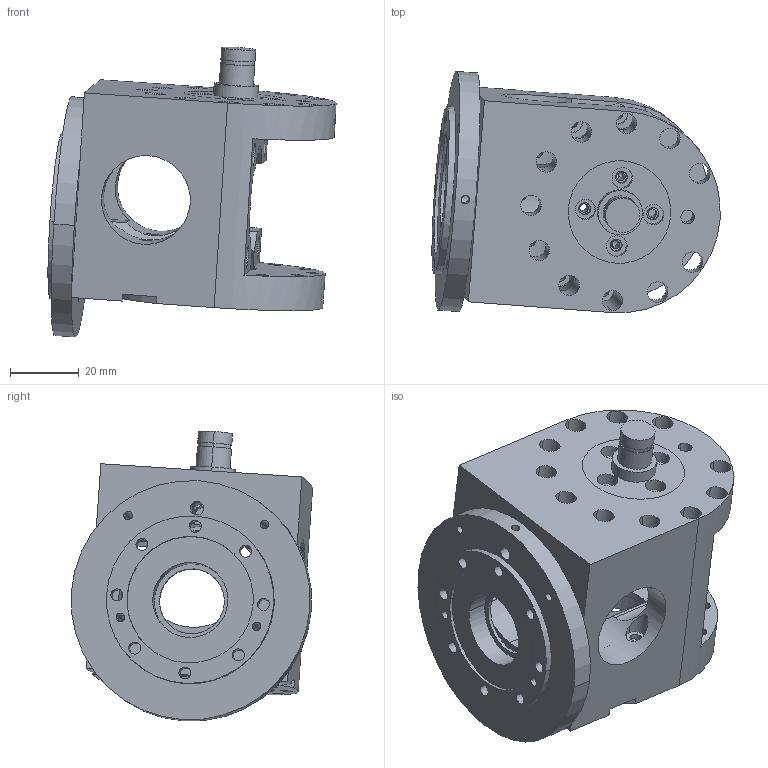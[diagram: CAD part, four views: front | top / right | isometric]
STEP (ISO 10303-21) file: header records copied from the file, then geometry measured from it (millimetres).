
FILE_DESCRIPTION (( 'STEP AP203' ), '1' );
FILE_NAME ('J2.STEP', '2016-03-29T03:01:25', ( '' ), ( '' ), 'SwSTEP 2.0', 'SolidWorks 2013', '' );
FILE_SCHEMA (( 'CONFIG_CONTROL_DESIGN' ));
Length unit declared in the file: millimetre
Products named in the file (4): RT21-1304A; RT21-1204A; RT21-1205A; J2
Assembly tree (3 placements, depth 2):
  J2
    RT21-1304A
    RT21-1204A
    RT21-1205A
Bounding box: 84.1 x 70.44 x 84.62 mm (x, y, z)
Volume: 130915.2 mm3; surface area: 48141.5 mm2
Topology: 3 solids, 3 shells, 250 faces, 679 edges, 448 vertices
Faces by surface type: cylinder 187, plane 59, cone 4
Entity records: 9945 total; most frequent: CARTESIAN_POINT 2788, DIRECTION 1468, ORIENTED_EDGE 1350, EDGE_CURVE 675, AXIS2_PLACEMENT_3D 601, VERTEX_POINT 448, EDGE_LOOP 385, CIRCLE 345
